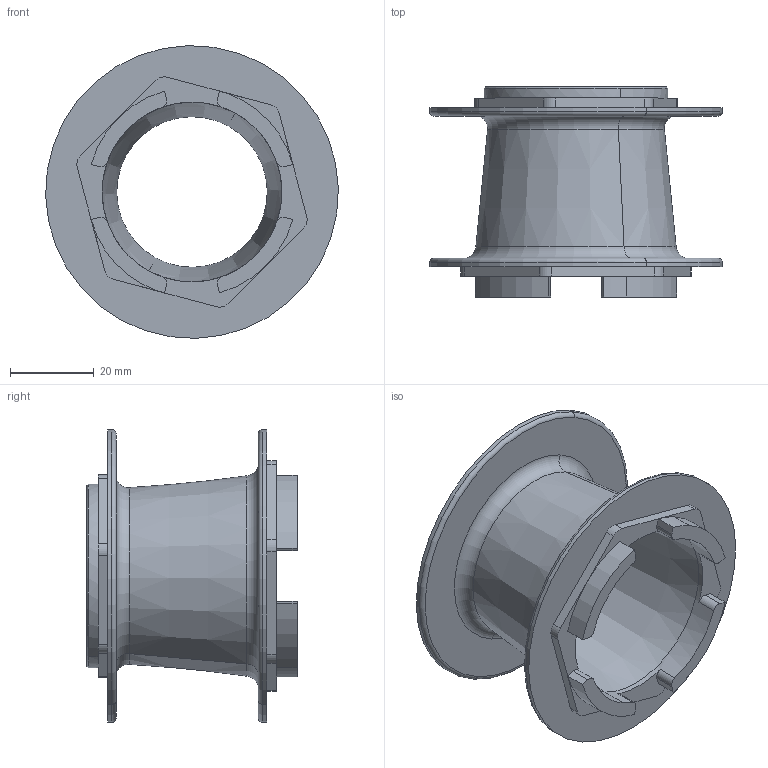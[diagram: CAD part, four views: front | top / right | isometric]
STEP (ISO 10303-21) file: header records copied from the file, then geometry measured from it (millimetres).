
FILE_DESCRIPTION(('CATIA V5 STEP Exchange'),'2;1');
FILE_NAME('Moyeu roue crabot.stp','2019-03-02T16:27:04+00:00',('none'),('none'),'CATIA Version 5 Release 19 GA (IN-10)','CATIA V5 STEP AP203','none');
FILE_SCHEMA(('CONFIG_CONTROL_DESIGN'));
Length unit declared in the file: millimetre
Products named in the file (1): Moyeu roue
Bounding box: 69.98 x 50.3 x 69.98 mm (x, y, z)
Volume: 30646.5 mm3; surface area: 22584.3 mm2
Topology: 1 solids, 1 shells, 93 faces, 244 edges, 156 vertices
Faces by surface type: plane 41, cylinder 36, cone 8, torus 8
Entity records: 2664 total; most frequent: ORIENTED_EDGE 488, CARTESIAN_POINT 462, DIRECTION 366, EDGE_CURVE 244, AXIS2_PLACEMENT_3D 186, VERTEX_POINT 156, CIRCLE 124, VECTOR 120
